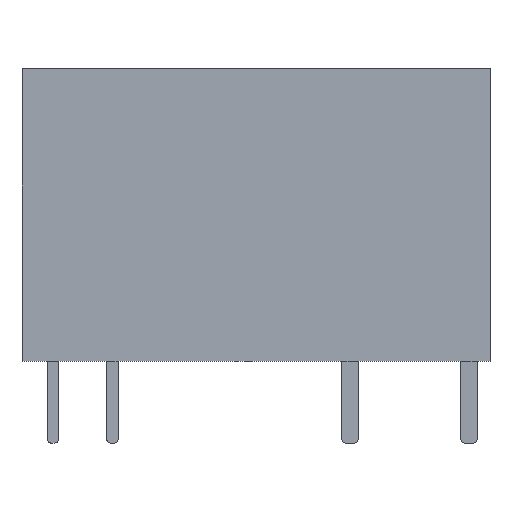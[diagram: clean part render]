
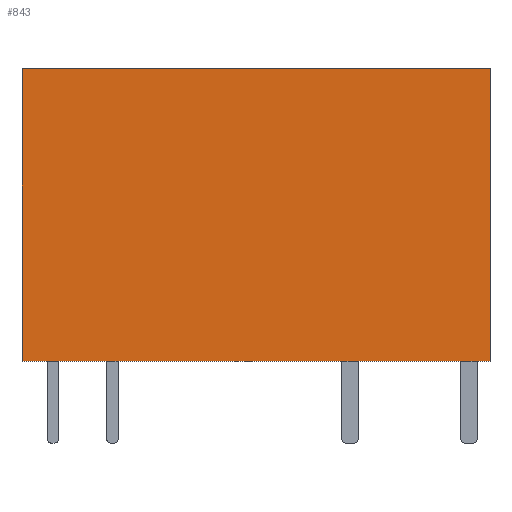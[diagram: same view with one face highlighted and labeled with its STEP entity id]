
A CAD part, front view. The second image highlights one B-rep face of the part: STEP entity #843.
In plain terms, the highlighted planar face has unit normal (0, -1, 0).
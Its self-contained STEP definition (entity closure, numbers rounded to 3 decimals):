
#34=PLANE('',#921);
#76=FACE_OUTER_BOUND('',#126,.T.);
#126=EDGE_LOOP('',(#662,#663,#664,#665));
#171=LINE('',#1253,#265);
#192=LINE('',#1306,#286);
#195=LINE('',#1313,#289);
#197=LINE('',#1316,#291);
#265=VECTOR('',#998,10.);
#286=VECTOR('',#1053,10.);
#289=VECTOR('',#1060,10.);
#291=VECTOR('',#1064,10.);
#387=VERTEX_POINT('',#1250);
#388=VERTEX_POINT('',#1252);
#403=VERTEX_POINT('',#1304);
#405=VERTEX_POINT('',#1312);
#469=EDGE_CURVE('',#387,#388,#171,.T.);
#496=EDGE_CURVE('',#403,#387,#192,.T.);
#499=EDGE_CURVE('',#405,#388,#195,.T.);
#501=EDGE_CURVE('',#403,#405,#197,.T.);
#662=ORIENTED_EDGE('',*,*,#501,.T.);
#663=ORIENTED_EDGE('',*,*,#499,.T.);
#664=ORIENTED_EDGE('',*,*,#469,.F.);
#665=ORIENTED_EDGE('',*,*,#496,.F.);
#843=ADVANCED_FACE('',(#76),#34,.T.);
#921=AXIS2_PLACEMENT_3D('',#1315,#1062,#1063);
#998=DIRECTION('',(1.,0.,0.));
#1053=DIRECTION('',(0.,0.,1.));
#1060=DIRECTION('',(0.,0.,1.));
#1062=DIRECTION('center_axis',(0.,-1.,0.));
#1063=DIRECTION('ref_axis',(1.,0.,0.));
#1064=DIRECTION('',(1.,0.,0.));
#1250=CARTESIAN_POINT('',(0.,0.,12.5));
#1252=CARTESIAN_POINT('',(20.,0.,12.5));
#1253=CARTESIAN_POINT('',(0.,0.,12.5));
#1304=CARTESIAN_POINT('',(0.,0.,0.));
#1306=CARTESIAN_POINT('',(0.,0.,0.));
#1312=CARTESIAN_POINT('',(20.,0.,0.));
#1313=CARTESIAN_POINT('',(20.,0.,0.));
#1315=CARTESIAN_POINT('Origin',(0.,0.,0.));
#1316=CARTESIAN_POINT('',(0.,0.,0.));
